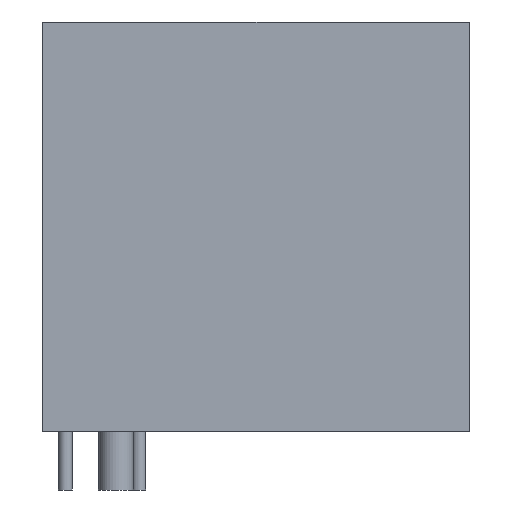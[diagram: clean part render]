
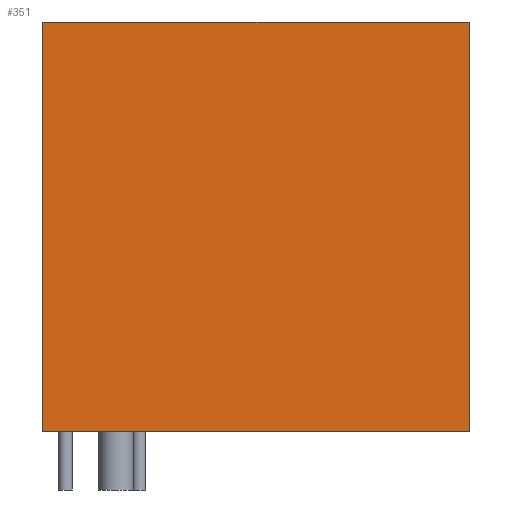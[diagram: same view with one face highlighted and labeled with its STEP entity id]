
A CAD part, left-side view. The second image highlights one B-rep face of the part: STEP entity #351.
In plain terms, the highlighted planar face has unit normal (-1, 0, 0).
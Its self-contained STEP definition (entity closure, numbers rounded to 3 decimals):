
#88 = EDGE_CURVE('',#89,#91,#93,.T.);
#89 = VERTEX_POINT('',#90);
#90 = CARTESIAN_POINT('',(-61.,-34.95,0.));
#91 = VERTEX_POINT('',#92);
#92 = CARTESIAN_POINT('',(-61.,-34.95,35.4));
#93 = SURFACE_CURVE('',#94,(#98,#110),.PCURVE_S1.);
#94 = LINE('',#95,#96);
#95 = CARTESIAN_POINT('',(-61.,-34.95,0.));
#96 = VECTOR('',#97,1.);
#97 = DIRECTION('',(0.,0.,1.));
#98 = PCURVE('',#99,#104);
#99 = PLANE('',#100);
#100 = AXIS2_PLACEMENT_3D('',#101,#102,#103);
#101 = CARTESIAN_POINT('',(-61.,-34.95,0.));
#102 = DIRECTION('',(0.,1.,0.));
#103 = DIRECTION('',(1.,0.,0.));
#104 = DEFINITIONAL_REPRESENTATION('',(#105),#109);
#105 = LINE('',#106,#107);
#106 = CARTESIAN_POINT('',(0.,0.));
#107 = VECTOR('',#108,1.);
#108 = DIRECTION('',(0.,-1.));
#109 = ( GEOMETRIC_REPRESENTATION_CONTEXT(2) 
PARAMETRIC_REPRESENTATION_CONTEXT() REPRESENTATION_CONTEXT('2D SPACE',''
  ) );
#110 = PCURVE('',#111,#116);
#111 = PLANE('',#112);
#112 = AXIS2_PLACEMENT_3D('',#113,#114,#115);
#113 = CARTESIAN_POINT('',(-61.,1.95,0.));
#114 = DIRECTION('',(1.,0.,-0.));
#115 = DIRECTION('',(0.,-1.,0.));
#116 = DEFINITIONAL_REPRESENTATION('',(#117),#121);
#117 = LINE('',#118,#119);
#118 = CARTESIAN_POINT('',(36.9,0.));
#119 = VECTOR('',#120,1.);
#120 = DIRECTION('',(0.,-1.));
#121 = ( GEOMETRIC_REPRESENTATION_CONTEXT(2) 
PARAMETRIC_REPRESENTATION_CONTEXT() REPRESENTATION_CONTEXT('2D SPACE',''
  ) );
#139 = PLANE('',#140);
#140 = AXIS2_PLACEMENT_3D('',#141,#142,#143);
#141 = CARTESIAN_POINT('',(-10.5,-16.5,35.4));
#142 = DIRECTION('',(0.,0.,1.));
#143 = DIRECTION('',(1.,0.,0.));
#193 = PLANE('',#194);
#194 = AXIS2_PLACEMENT_3D('',#195,#196,#197);
#195 = CARTESIAN_POINT('',(-10.5,-16.5,0.));
#196 = DIRECTION('',(0.,0.,1.));
#197 = DIRECTION('',(1.,0.,0.));
#248 = PLANE('',#249);
#249 = AXIS2_PLACEMENT_3D('',#250,#251,#252);
#250 = CARTESIAN_POINT('',(40.,1.95,0.));
#251 = DIRECTION('',(0.,-1.,0.));
#252 = DIRECTION('',(-1.,0.,0.));
#286 = VERTEX_POINT('',#287);
#287 = CARTESIAN_POINT('',(-61.,1.95,35.4));
#308 = EDGE_CURVE('',#309,#286,#311,.T.);
#309 = VERTEX_POINT('',#310);
#310 = CARTESIAN_POINT('',(-61.,1.95,0.));
#311 = SURFACE_CURVE('',#312,(#316,#323),.PCURVE_S1.);
#312 = LINE('',#313,#314);
#313 = CARTESIAN_POINT('',(-61.,1.95,0.));
#314 = VECTOR('',#315,1.);
#315 = DIRECTION('',(0.,0.,1.));
#316 = PCURVE('',#248,#317);
#317 = DEFINITIONAL_REPRESENTATION('',(#318),#322);
#318 = LINE('',#319,#320);
#319 = CARTESIAN_POINT('',(101.,0.));
#320 = VECTOR('',#321,1.);
#321 = DIRECTION('',(0.,-1.));
#322 = ( GEOMETRIC_REPRESENTATION_CONTEXT(2) 
PARAMETRIC_REPRESENTATION_CONTEXT() REPRESENTATION_CONTEXT('2D SPACE',''
  ) );
#323 = PCURVE('',#111,#324);
#324 = DEFINITIONAL_REPRESENTATION('',(#325),#329);
#325 = LINE('',#326,#327);
#326 = CARTESIAN_POINT('',(0.,0.));
#327 = VECTOR('',#328,1.);
#328 = DIRECTION('',(0.,-1.));
#329 = ( GEOMETRIC_REPRESENTATION_CONTEXT(2) 
PARAMETRIC_REPRESENTATION_CONTEXT() REPRESENTATION_CONTEXT('2D SPACE',''
  ) );
#351 = ADVANCED_FACE('',(#352),#111,.F.);
#352 = FACE_BOUND('',#353,.F.);
#353 = EDGE_LOOP('',(#354,#355,#376,#377));
#354 = ORIENTED_EDGE('',*,*,#308,.T.);
#355 = ORIENTED_EDGE('',*,*,#356,.T.);
#356 = EDGE_CURVE('',#286,#91,#357,.T.);
#357 = SURFACE_CURVE('',#358,(#362,#369),.PCURVE_S1.);
#358 = LINE('',#359,#360);
#359 = CARTESIAN_POINT('',(-61.,1.95,35.4));
#360 = VECTOR('',#361,1.);
#361 = DIRECTION('',(0.,-1.,0.));
#362 = PCURVE('',#111,#363);
#363 = DEFINITIONAL_REPRESENTATION('',(#364),#368);
#364 = LINE('',#365,#366);
#365 = CARTESIAN_POINT('',(0.,-35.4));
#366 = VECTOR('',#367,1.);
#367 = DIRECTION('',(1.,0.));
#368 = ( GEOMETRIC_REPRESENTATION_CONTEXT(2) 
PARAMETRIC_REPRESENTATION_CONTEXT() REPRESENTATION_CONTEXT('2D SPACE',''
  ) );
#369 = PCURVE('',#139,#370);
#370 = DEFINITIONAL_REPRESENTATION('',(#371),#375);
#371 = LINE('',#372,#373);
#372 = CARTESIAN_POINT('',(-50.5,18.45));
#373 = VECTOR('',#374,1.);
#374 = DIRECTION('',(0.,-1.));
#375 = ( GEOMETRIC_REPRESENTATION_CONTEXT(2) 
PARAMETRIC_REPRESENTATION_CONTEXT() REPRESENTATION_CONTEXT('2D SPACE',''
  ) );
#376 = ORIENTED_EDGE('',*,*,#88,.F.);
#377 = ORIENTED_EDGE('',*,*,#378,.F.);
#378 = EDGE_CURVE('',#309,#89,#379,.T.);
#379 = SURFACE_CURVE('',#380,(#384,#391),.PCURVE_S1.);
#380 = LINE('',#381,#382);
#381 = CARTESIAN_POINT('',(-61.,1.95,0.));
#382 = VECTOR('',#383,1.);
#383 = DIRECTION('',(0.,-1.,0.));
#384 = PCURVE('',#111,#385);
#385 = DEFINITIONAL_REPRESENTATION('',(#386),#390);
#386 = LINE('',#387,#388);
#387 = CARTESIAN_POINT('',(0.,0.));
#388 = VECTOR('',#389,1.);
#389 = DIRECTION('',(1.,0.));
#390 = ( GEOMETRIC_REPRESENTATION_CONTEXT(2) 
PARAMETRIC_REPRESENTATION_CONTEXT() REPRESENTATION_CONTEXT('2D SPACE',''
  ) );
#391 = PCURVE('',#193,#392);
#392 = DEFINITIONAL_REPRESENTATION('',(#393),#397);
#393 = LINE('',#394,#395);
#394 = CARTESIAN_POINT('',(-50.5,18.45));
#395 = VECTOR('',#396,1.);
#396 = DIRECTION('',(0.,-1.));
#397 = ( GEOMETRIC_REPRESENTATION_CONTEXT(2) 
PARAMETRIC_REPRESENTATION_CONTEXT() REPRESENTATION_CONTEXT('2D SPACE',''
  ) );
